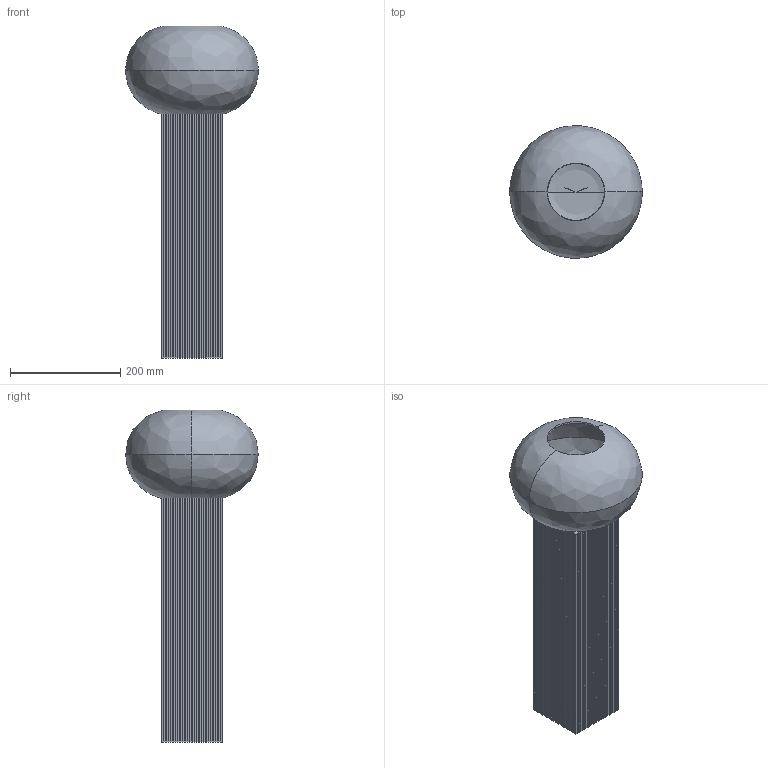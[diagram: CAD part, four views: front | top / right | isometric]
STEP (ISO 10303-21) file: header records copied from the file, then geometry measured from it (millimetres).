
FILE_DESCRIPTION(/* description */ (''),/* implementation_level */ '2;1');
FILE_NAME(/* name */ 'Empire Vase Big',/* time_stamp */ '2022-05-10T12:29:27+02:00',/* author */ (''),/* organization */ (''),/* preprocessor_version */ 'ST-DEVELOPER v15',/* originating_system */ '',/* authorisation */ '');
FILE_SCHEMA (('AUTOMOTIVE_DESIGN'));
Length unit declared in the file: millimetre
Products named in the file (1): Document
Bounding box: 240 x 239.79 x 601.29 mm (x, y, z)
Volume: 5568959.9 mm3; surface area: 628091.3 mm2
Topology: 3 solids, 3 shells, 292 faces, 861 edges, 571 vertices
Faces by surface type: plane 278, bspline 14
Entity records: 9150 total; most frequent: CARTESIAN_POINT 3641, ORIENTED_EDGE 1710, EDGE_CURVE 855, B_SPLINE_CURVE_WITH_KNOTS 832, VERTEX_POINT 567, ADVANCED_FACE 292, FACE_OUTER_BOUND 292, EDGE_LOOP 292
